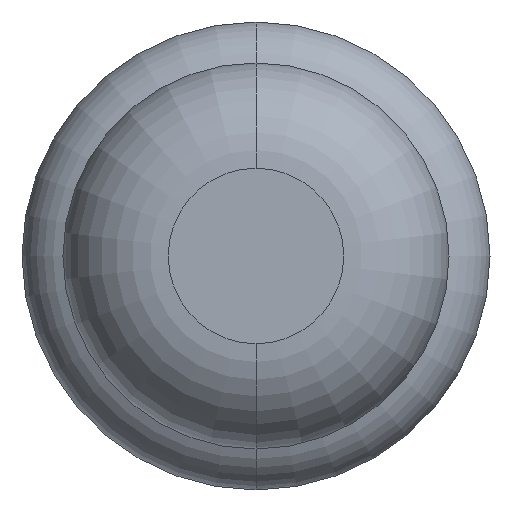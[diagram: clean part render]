
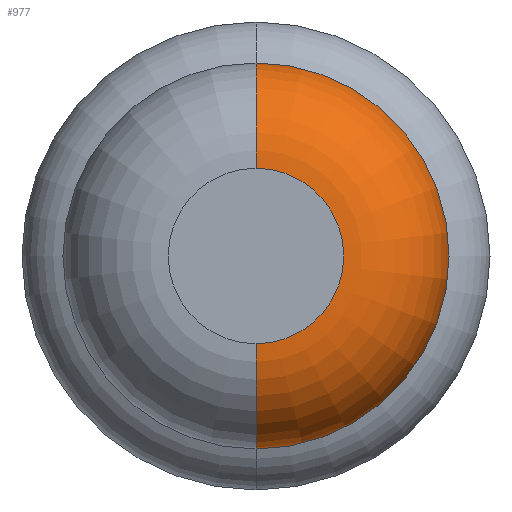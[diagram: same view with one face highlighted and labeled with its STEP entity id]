
A CAD part, front view. The second image highlights one B-rep face of the part: STEP entity #977.
In plain terms, the highlighted toroidal (fillet/blend) face has major radius 0.375 mm and minor radius 0.45 mm.
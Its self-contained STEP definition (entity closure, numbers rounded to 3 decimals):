
#219 = CARTESIAN_POINT ( 'NONE',  ( 0., -26.95, 0.825 ) ) ;
#227 = CIRCLE ( 'NONE', #2130, 0.45 ) ;
#242 = ORIENTED_EDGE ( 'NONE', *, *, #1804, .F. ) ;
#466 = AXIS2_PLACEMENT_3D ( 'NONE', #2723, #1217, #2710 ) ;
#542 = EDGE_CURVE ( 'NONE', #1506, #1841, #2202, .T. ) ;
#558 = CARTESIAN_POINT ( 'NONE',  ( 0., -26.95, 0. ) ) ;
#963 = CIRCLE ( 'NONE', #2387, 0.825 ) ;
#977 = ADVANCED_FACE ( 'Defeature ausgef�hrt1_5', ( #1003 ), #2282, .T. ) ;
#1003 = FACE_OUTER_BOUND ( 'NONE', #1242, .T. ) ;
#1217 = DIRECTION ( 'NONE',  ( 0., 1., 0. ) ) ;
#1242 = EDGE_LOOP ( 'NONE', ( #2301, #1329, #242, #2805 ) ) ;
#1329 = ORIENTED_EDGE ( 'NONE', *, *, #542, .T. ) ;
#1399 = CARTESIAN_POINT ( 'NONE',  ( 0., -26.95, -0.375 ) ) ;
#1506 = VERTEX_POINT ( 'NONE', #2359 ) ;
#1513 = DIRECTION ( 'NONE',  ( 0., 0., 1. ) ) ;
#1529 = DIRECTION ( 'NONE',  ( 0., 1., 0. ) ) ;
#1584 = DIRECTION ( 'NONE',  ( 0., 0., 1. ) ) ;
#1658 = DIRECTION ( 'NONE',  ( 1., 0., 0. ) ) ;
#1706 = VERTEX_POINT ( 'NONE', #3054 ) ;
#1714 = CARTESIAN_POINT ( 'NONE',  ( 0., -26.95, 0.375 ) ) ;
#1727 = AXIS2_PLACEMENT_3D ( 'NONE', #1399, #1658, #2126 ) ;
#1804 = EDGE_CURVE ( 'Defeature ausgef�hrt1_6+Defeature ausgef�hrt1_5+Defeature ausgef�hrt1_5+Defeature ausgef�hrt1_5', #2460, #1841, #963, .T. ) ;
#1841 = VERTEX_POINT ( 'NONE', #2072 ) ;
#2072 = CARTESIAN_POINT ( 'NONE',  ( 0., -26.95, -0.825 ) ) ;
#2115 = DIRECTION ( 'NONE',  ( 0., 1., 0. ) ) ;
#2116 = EDGE_CURVE ( 'Defeature ausgef�hrt1_5+Defeature ausgef�hrt1_4+Defeature ausgef�hrt1_4+Defeature ausgef�hrt1_4', #1706, #1506, #2632, .T. ) ;
#2126 = DIRECTION ( 'NONE',  ( 0., 0., -1. ) ) ;
#2130 = AXIS2_PLACEMENT_3D ( 'NONE', #1714, #2475, #2487 ) ;
#2202 = CIRCLE ( 'NONE', #1727, 0.45 ) ;
#2282 = TOROIDAL_SURFACE ( 'NONE', #466, 0.375, 0.45 ) ;
#2301 = ORIENTED_EDGE ( 'NONE', *, *, #2116, .T. ) ;
#2305 = AXIS2_PLACEMENT_3D ( 'NONE', #2507, #1529, #1513 ) ;
#2350 = EDGE_CURVE ( 'NONE', #1706, #2460, #227, .T. ) ;
#2359 = CARTESIAN_POINT ( 'NONE',  ( 0., -27.4, -0.375 ) ) ;
#2387 = AXIS2_PLACEMENT_3D ( 'NONE', #558, #2115, #1584 ) ;
#2460 = VERTEX_POINT ( 'NONE', #219 ) ;
#2475 = DIRECTION ( 'NONE',  ( -1., 0., 0. ) ) ;
#2487 = DIRECTION ( 'NONE',  ( 0., 0., 1. ) ) ;
#2507 = CARTESIAN_POINT ( 'NONE',  ( 0., -27.4, 0. ) ) ;
#2632 = CIRCLE ( 'NONE', #2305, 0.375 ) ;
#2710 = DIRECTION ( 'NONE',  ( 0., 0., 1. ) ) ;
#2723 = CARTESIAN_POINT ( 'NONE',  ( 0., -26.95, 0. ) ) ;
#2805 = ORIENTED_EDGE ( 'NONE', *, *, #2350, .F. ) ;
#3054 = CARTESIAN_POINT ( 'NONE',  ( 0., -27.4, 0.375 ) ) ;
